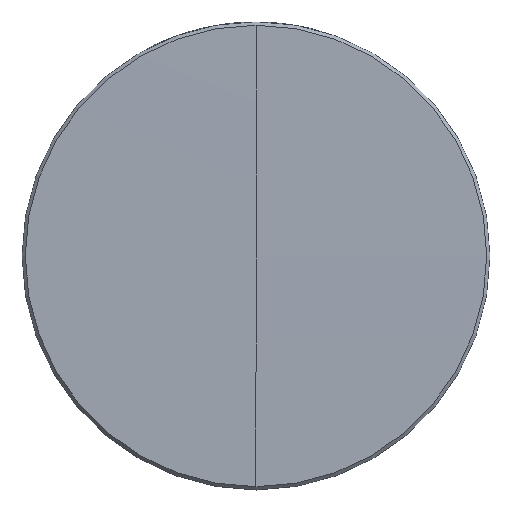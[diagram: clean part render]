
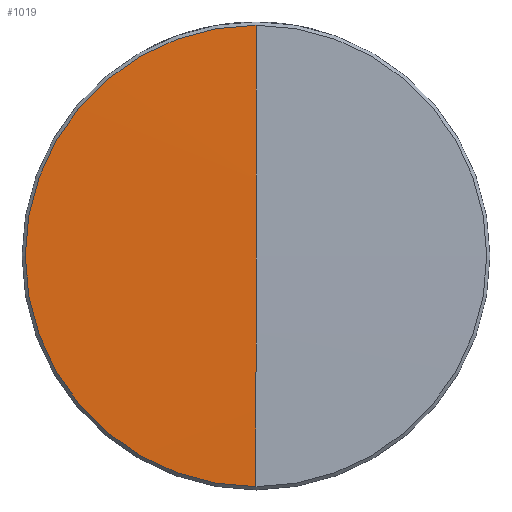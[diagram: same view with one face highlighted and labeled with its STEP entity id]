
A CAD part, top view. The second image highlights one B-rep face of the part: STEP entity #1019.
In plain terms, the highlighted spherical face has radius 1033.6 mm.
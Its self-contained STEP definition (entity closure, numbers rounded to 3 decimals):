
#75 = AXIS2_PLACEMENT_3D ( 'NONE', #246, #2483, #1479 ) ;
#246 = CARTESIAN_POINT ( 'NONE',  ( 0., 0., 0.964 ) ) ;
#247 = CARTESIAN_POINT ( 'NONE',  ( 0., 0., -1032.56 ) ) ;
#320 = ORIENTED_EDGE ( 'NONE', *, *, #1402, .T. ) ;
#503 = CARTESIAN_POINT ( 'NONE',  ( 0., 0., -1032.56 ) ) ;
#651 = AXIS2_PLACEMENT_3D ( 'NONE', #247, #1636, #1799 ) ;
#737 = ORIENTED_EDGE ( 'NONE', *, *, #1606, .T. ) ;
#890 = SPHERICAL_SURFACE ( 'NONE', #1375, 1033.6 ) ;
#945 = VERTEX_POINT ( 'NONE', #1314 ) ;
#962 = VERTEX_POINT ( 'NONE', #1811 ) ;
#1007 = DIRECTION ( 'NONE',  ( 0., 1., 0. ) ) ;
#1019 = ADVANCED_FACE ( 'NONE', ( #1906 ), #890, .T. ) ;
#1120 = DIRECTION ( 'NONE',  ( 0., 0., -1. ) ) ;
#1221 = DIRECTION ( 'NONE',  ( -1., 0., 0. ) ) ;
#1247 = CIRCLE ( 'NONE', #2447, 1033.6 ) ;
#1314 = CARTESIAN_POINT ( 'NONE',  ( 0., 12.523, 0.964 ) ) ;
#1375 = AXIS2_PLACEMENT_3D ( 'NONE', #1610, #1221, #1007 ) ;
#1402 = EDGE_CURVE ( 'NONE', #1449, #962, #1720, .T. ) ;
#1449 = VERTEX_POINT ( 'NONE', #2255 ) ;
#1479 = DIRECTION ( 'NONE',  ( 0., -1., 0. ) ) ;
#1606 = EDGE_CURVE ( 'NONE', #945, #1449, #1807, .T. ) ;
#1610 = CARTESIAN_POINT ( 'NONE',  ( 0., 0., -1032.56 ) ) ;
#1636 = DIRECTION ( 'NONE',  ( -1., 0., 0. ) ) ;
#1670 = ORIENTED_EDGE ( 'NONE', *, *, #1925, .F. ) ;
#1679 = EDGE_LOOP ( 'NONE', ( #737, #320, #1670 ) ) ;
#1720 = CIRCLE ( 'NONE', #651, 1033.6 ) ;
#1799 = DIRECTION ( 'NONE',  ( 0., -1., 0. ) ) ;
#1807 = CIRCLE ( 'NONE', #75, 12.523 ) ;
#1811 = CARTESIAN_POINT ( 'NONE',  ( 0., 0., 1.04 ) ) ;
#1906 = FACE_OUTER_BOUND ( 'NONE', #1679, .T. ) ;
#1925 = EDGE_CURVE ( 'NONE', #945, #962, #1247, .T. ) ;
#2255 = CARTESIAN_POINT ( 'NONE',  ( 0., -12.523, 0.964 ) ) ;
#2310 = DIRECTION ( 'NONE',  ( 1., 0., 0. ) ) ;
#2447 = AXIS2_PLACEMENT_3D ( 'NONE', #503, #2310, #1120 ) ;
#2483 = DIRECTION ( 'NONE',  ( 0., 0., 1. ) ) ;
